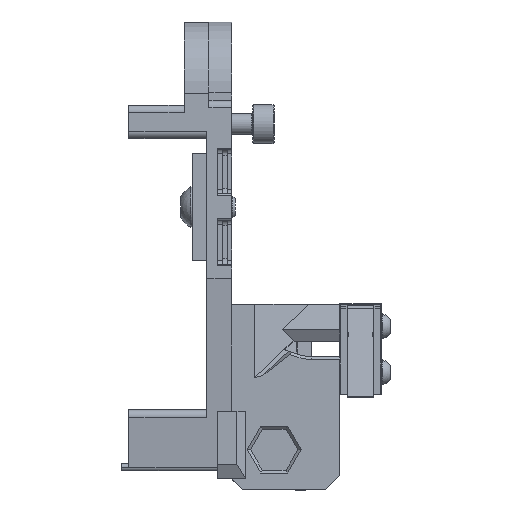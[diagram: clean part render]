
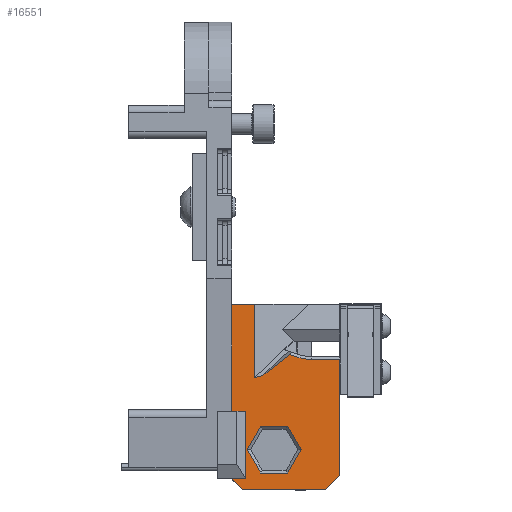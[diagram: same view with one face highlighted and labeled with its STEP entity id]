
A CAD part, left-side view. The second image highlights one B-rep face of the part: STEP entity #16551.
In plain terms, the highlighted face is planar.
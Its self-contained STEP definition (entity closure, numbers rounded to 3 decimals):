
#45=B_SPLINE_CURVE_WITH_KNOTS('',3,(#24293,#24294,#24295,#24296,#24297,
#24298,#24299,#24300,#24301,#24302,#24303,#24304),.UNSPECIFIED.,.F.,.F.,
(4,2,2,2,2,4),(0.234,0.256,0.289,0.431,
0.501,0.514),.UNSPECIFIED.);
#380=FACE_BOUND('',#1953,.T.);
#532=PLANE('',#17475);
#1056=FACE_OUTER_BOUND('',#1952,.T.);
#1952=EDGE_LOOP('',(#11322,#11323,#11324,#11325,#11326,#11327,#11328,#11329,
#11330,#11331,#11332,#11333,#11334,#11335));
#1953=EDGE_LOOP('',(#11336,#11337,#11338,#11339,#11340,#11341));
#2960=LINE('',#24217,#4580);
#2963=LINE('',#24223,#4583);
#2979=LINE('',#24255,#4599);
#2990=LINE('',#24279,#4610);
#2991=LINE('',#24283,#4611);
#2992=LINE('',#24285,#4612);
#2993=LINE('',#24287,#4613);
#2994=LINE('',#24289,#4614);
#2995=LINE('',#24291,#4615);
#2996=LINE('',#24306,#4616);
#2997=LINE('',#24308,#4617);
#2998=LINE('',#24310,#4618);
#2999=LINE('',#24311,#4619);
#3000=LINE('',#24314,#4620);
#3001=LINE('',#24316,#4621);
#3002=LINE('',#24318,#4622);
#3003=LINE('',#24320,#4623);
#3004=LINE('',#24322,#4624);
#3005=LINE('',#24323,#4625);
#4580=VECTOR('',#19242,10.);
#4583=VECTOR('',#19247,10.);
#4599=VECTOR('',#19273,10.);
#4610=VECTOR('',#19290,10.);
#4611=VECTOR('',#19295,10.);
#4612=VECTOR('',#19296,10.);
#4613=VECTOR('',#19297,10.);
#4614=VECTOR('',#19298,10.);
#4615=VECTOR('',#19299,10.);
#4616=VECTOR('',#19300,10.);
#4617=VECTOR('',#19301,10.);
#4618=VECTOR('',#19302,10.);
#4619=VECTOR('',#19303,10.);
#4620=VECTOR('',#19304,10.);
#4621=VECTOR('',#19305,10.);
#4622=VECTOR('',#19306,10.);
#4623=VECTOR('',#19307,10.);
#4624=VECTOR('',#19308,10.);
#4625=VECTOR('',#19309,10.);
#6995=VERTEX_POINT('',#24213);
#6997=VERTEX_POINT('',#24216);
#6999=VERTEX_POINT('',#24222);
#7008=VERTEX_POINT('',#24243);
#7010=VERTEX_POINT('',#24254);
#7021=VERTEX_POINT('',#24282);
#7022=VERTEX_POINT('',#24284);
#7023=VERTEX_POINT('',#24286);
#7024=VERTEX_POINT('',#24288);
#7025=VERTEX_POINT('',#24290);
#7026=VERTEX_POINT('',#24292);
#7027=VERTEX_POINT('',#24305);
#7028=VERTEX_POINT('',#24307);
#7029=VERTEX_POINT('',#24309);
#7030=VERTEX_POINT('',#24312);
#7031=VERTEX_POINT('',#24313);
#7032=VERTEX_POINT('',#24315);
#7033=VERTEX_POINT('',#24317);
#7034=VERTEX_POINT('',#24319);
#7035=VERTEX_POINT('',#24321);
#8682=EDGE_CURVE('',#6997,#6995,#2960,.T.);
#8685=EDGE_CURVE('',#6999,#6997,#2963,.T.);
#8701=EDGE_CURVE('',#6999,#7010,#2979,.T.);
#8714=EDGE_CURVE('',#6995,#7008,#2990,.T.);
#8715=EDGE_CURVE('',#7021,#7008,#2991,.T.);
#8716=EDGE_CURVE('',#7021,#7022,#2992,.T.);
#8717=EDGE_CURVE('',#7022,#7023,#2993,.T.);
#8718=EDGE_CURVE('',#7024,#7023,#2994,.T.);
#8719=EDGE_CURVE('',#7025,#7024,#2995,.T.);
#8720=EDGE_CURVE('',#7026,#7025,#45,.T.);
#8721=EDGE_CURVE('',#7027,#7026,#2996,.F.);
#8722=EDGE_CURVE('',#7028,#7027,#2997,.T.);
#8723=EDGE_CURVE('',#7028,#7029,#2998,.T.);
#8724=EDGE_CURVE('',#7029,#7010,#2999,.T.);
#8725=EDGE_CURVE('',#7030,#7031,#3000,.T.);
#8726=EDGE_CURVE('',#7032,#7030,#3001,.T.);
#8727=EDGE_CURVE('',#7033,#7032,#3002,.T.);
#8728=EDGE_CURVE('',#7034,#7033,#3003,.T.);
#8729=EDGE_CURVE('',#7035,#7034,#3004,.T.);
#8730=EDGE_CURVE('',#7031,#7035,#3005,.T.);
#11322=ORIENTED_EDGE('',*,*,#8714,.T.);
#11323=ORIENTED_EDGE('',*,*,#8715,.F.);
#11324=ORIENTED_EDGE('',*,*,#8716,.T.);
#11325=ORIENTED_EDGE('',*,*,#8717,.T.);
#11326=ORIENTED_EDGE('',*,*,#8718,.F.);
#11327=ORIENTED_EDGE('',*,*,#8719,.F.);
#11328=ORIENTED_EDGE('',*,*,#8720,.F.);
#11329=ORIENTED_EDGE('',*,*,#8721,.F.);
#11330=ORIENTED_EDGE('',*,*,#8722,.F.);
#11331=ORIENTED_EDGE('',*,*,#8723,.T.);
#11332=ORIENTED_EDGE('',*,*,#8724,.T.);
#11333=ORIENTED_EDGE('',*,*,#8701,.F.);
#11334=ORIENTED_EDGE('',*,*,#8685,.T.);
#11335=ORIENTED_EDGE('',*,*,#8682,.T.);
#11336=ORIENTED_EDGE('',*,*,#8725,.F.);
#11337=ORIENTED_EDGE('',*,*,#8726,.F.);
#11338=ORIENTED_EDGE('',*,*,#8727,.F.);
#11339=ORIENTED_EDGE('',*,*,#8728,.F.);
#11340=ORIENTED_EDGE('',*,*,#8729,.F.);
#11341=ORIENTED_EDGE('',*,*,#8730,.F.);
#16551=ADVANCED_FACE('',(#1056,#380),#532,.F.);
#17475=AXIS2_PLACEMENT_3D('',#24281,#19293,#19294);
#19242=DIRECTION('',(0.,1.,0.));
#19247=DIRECTION('',(0.,0.,1.));
#19273=DIRECTION('',(0.,-1.,0.));
#19290=DIRECTION('',(0.,0.,-1.));
#19293=DIRECTION('center_axis',(-1.,0.,0.));
#19294=DIRECTION('ref_axis',(0.,-1.,0.));
#19295=DIRECTION('',(0.,-0.707,-0.707));
#19296=DIRECTION('',(0.,0.,1.));
#19297=DIRECTION('',(0.,-0.685,0.729));
#19298=DIRECTION('',(0.,1.,0.));
#19299=DIRECTION('',(0.,0.,1.));
#19300=DIRECTION('',(0.,0.613,-0.79));
#19301=DIRECTION('',(0.,-0.279,0.96));
#19302=DIRECTION('',(0.,-1.,0.));
#19303=DIRECTION('',(0.,0.,-1.));
#19304=DIRECTION('',(0.,0.866,-0.5));
#19305=DIRECTION('',(0.,0.,-1.));
#19306=DIRECTION('',(0.,-0.866,-0.5));
#19307=DIRECTION('',(0.,-0.866,0.5));
#19308=DIRECTION('',(0.,0.,1.));
#19309=DIRECTION('',(0.,0.866,0.5));
#24213=CARTESIAN_POINT('',(21.551,28.164,10.787));
#24216=CARTESIAN_POINT('',(21.551,18.617,10.787));
#24217=CARTESIAN_POINT('',(21.551,24.021,10.787));
#24222=CARTESIAN_POINT('',(21.551,18.617,8.787));
#24223=CARTESIAN_POINT('',(21.551,18.617,11.919));
#24243=CARTESIAN_POINT('',(21.551,28.164,8.787));
#24254=CARTESIAN_POINT('',(21.551,3.527,8.787));
#24255=CARTESIAN_POINT('',(21.551,22.38,8.787));
#24279=CARTESIAN_POINT('',(21.551,28.164,10.919));
#24281=CARTESIAN_POINT('Origin',(21.551,20.868,13.052));
#24282=CARTESIAN_POINT('',(21.551,29.725,10.348));
#24283=CARTESIAN_POINT('',(21.551,26.437,7.06));
#24284=CARTESIAN_POINT('',(21.551,29.725,21.926));
#24285=CARTESIAN_POINT('',(21.551,29.725,15.307));
#24286=CARTESIAN_POINT('',(21.551,27.695,24.087));
#24287=CARTESIAN_POINT('',(21.551,26.586,25.267));
#24288=CARTESIAN_POINT('',(21.551,11.295,24.087));
#24289=CARTESIAN_POINT('',(21.551,18.747,24.087));
#24290=CARTESIAN_POINT('',(21.551,11.295,20.087));
#24291=CARTESIAN_POINT('',(21.551,11.295,18.569));
#24292=CARTESIAN_POINT('',(21.551,10.621,16.998));
#24293=CARTESIAN_POINT('Ctrl Pts',(21.551,10.621,16.998));
#24294=CARTESIAN_POINT('Ctrl Pts',(21.551,10.65,17.075));
#24295=CARTESIAN_POINT('Ctrl Pts',(21.551,10.68,17.152));
#24296=CARTESIAN_POINT('Ctrl Pts',(21.551,10.751,17.345));
#24297=CARTESIAN_POINT('Ctrl Pts',(21.551,10.792,17.461));
#24298=CARTESIAN_POINT('Ctrl Pts',(21.551,10.996,18.062));
#24299=CARTESIAN_POINT('Ctrl Pts',(21.551,11.137,18.574));
#24300=CARTESIAN_POINT('Ctrl Pts',(21.551,11.258,19.36));
#24301=CARTESIAN_POINT('Ctrl Pts',(21.551,11.283,19.621));
#24302=CARTESIAN_POINT('Ctrl Pts',(21.551,11.293,19.936));
#24303=CARTESIAN_POINT('Ctrl Pts',(21.551,11.295,19.98));
#24304=CARTESIAN_POINT('Ctrl Pts',(21.551,11.295,20.087));
#24305=CARTESIAN_POINT('',(21.551,13.561,13.211));
#24306=CARTESIAN_POINT('',(21.551,15.436,10.795));
#24307=CARTESIAN_POINT('',(21.551,13.897,12.054));
#24308=CARTESIAN_POINT('',(21.551,13.847,12.225));
#24309=CARTESIAN_POINT('',(21.551,3.527,12.054));
#24310=CARTESIAN_POINT('',(21.551,10.391,12.054));
#24311=CARTESIAN_POINT('',(21.551,3.527,9.287));
#24312=CARTESIAN_POINT('',(21.551,20.726,12.904));
#24313=CARTESIAN_POINT('',(21.551,24.026,10.999));
#24314=CARTESIAN_POINT('',(21.551,22.297,11.997));
#24315=CARTESIAN_POINT('',(21.551,20.726,16.715));
#24316=CARTESIAN_POINT('',(21.551,20.726,13.094));
#24317=CARTESIAN_POINT('',(21.551,24.026,18.62));
#24318=CARTESIAN_POINT('',(21.551,20.086,16.345));
#24319=CARTESIAN_POINT('',(21.551,27.326,16.715));
#24320=CARTESIAN_POINT('',(21.551,24.147,18.55));
#24321=CARTESIAN_POINT('',(21.551,27.326,12.904));
#24322=CARTESIAN_POINT('',(21.551,27.326,14.768));
#24323=CARTESIAN_POINT('',(21.551,24.836,11.467));
